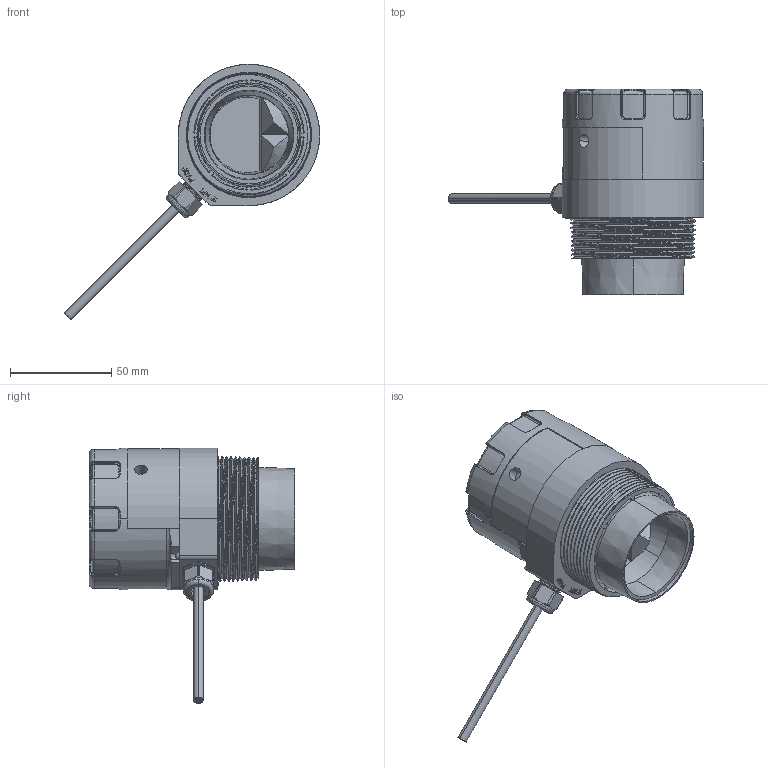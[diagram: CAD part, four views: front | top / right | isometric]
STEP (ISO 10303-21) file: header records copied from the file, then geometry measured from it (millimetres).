
FILE_DESCRIPTION (( 'STEP AP214' ), '1' );
FILE_NAME ('UG01 reduced b1.STEP', '2019-07-10T22:35:11', ( '' ), ( '' ), 'SwSTEP 2.0', 'SolidWorks 2017', '' );
FILE_SCHEMA (( 'AUTOMOTIVE_DESIGN' ));
Length unit declared in the file: inch
Products named in the file (1): UG01 reduced b1
Bounding box: 126.21 x 101.6 x 126.21 mm (x, y, z)
Volume: 142012.9 mm3; surface area: 81875 mm2
Topology: 11 solids, 14 shells, 772 faces, 1901 edges, 1187 vertices
Faces by surface type: plane 253, cone 208, cylinder 167, bspline 144
Entity records: 39254 total; most frequent: CARTESIAN_POINT 21868, ORIENTED_EDGE 3798, DIRECTION 3312, EDGE_CURVE 1899, AXIS2_PLACEMENT_3D 1224, VERTEX_POINT 1187, LINE 864, VECTOR 864
